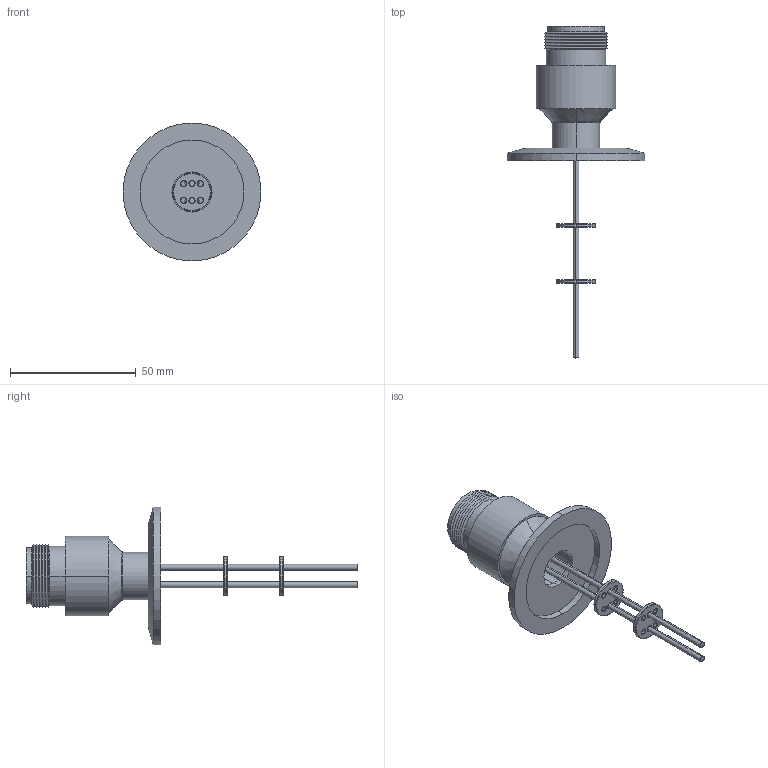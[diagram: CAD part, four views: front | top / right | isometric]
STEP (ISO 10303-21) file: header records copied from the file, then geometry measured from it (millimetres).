
FILE_DESCRIPTION (( 'STEP AP203' ), '1' );
FILE_NAME ('A3992-5-QF.STEP', '2013-03-26T11:17:05', ( '' ), ( '' ), 'SwSTEP 2.0', 'SolidWorks 2012', '' );
FILE_SCHEMA (( 'CONFIG_CONTROL_DESIGN' ));
Length unit declared in the file: inch
Products named in the file (1): A3992-5-QF
Bounding box: 54.89 x 132.19 x 54.89 mm (x, y, z)
Volume: 18896 mm3; surface area: 19373.9 mm2
Topology: 1 solids, 1 shells, 225 faces, 516 edges, 313 vertices
Faces by surface type: cone 94, cylinder 78, plane 37, torus 16
Entity records: 6493 total; most frequent: DIRECTION 1265, CARTESIAN_POINT 1072, ORIENTED_EDGE 1024, AXIS2_PLACEMENT_3D 534, EDGE_CURVE 512, VERTEX_POINT 313, CIRCLE 308, EDGE_LOOP 269
